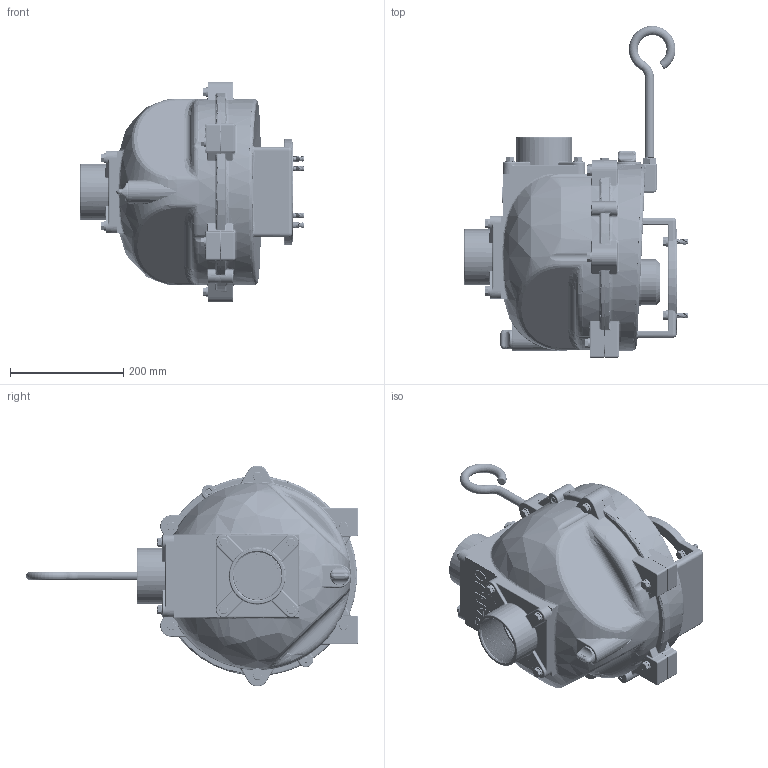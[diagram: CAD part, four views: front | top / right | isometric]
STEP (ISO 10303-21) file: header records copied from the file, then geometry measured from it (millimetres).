
FILE_DESCRIPTION((''),'2;1');
FILE_NAME('333POI.stp','2013-05-13T11:12:51',('mclevenger'),(''),'Autodesk Inventor 2013','Autodesk Inventor 2013','');
FILE_SCHEMA(('AUTOMOTIVE_DESIGN { 1 0 10303 214 1 1 1 1 }'));
Length unit declared in the file: inch
Products named in the file (33): 333POI; 16704; 16704X; 16020; 16733; 16712X; 16011; 16706; 16012; 16015; 16014; 16017; 16018; 16021; 16001; 16003; V20018; 18027; 16774; 16773; 13765; 16702; 16019C; 16019A; 16019B; V20011SS; 18033; 18034; 16713; 16901; 13777; 13778V; 16710
Assembly tree (74 placements, depth 4):
  333POI
    16704
      16704X
      16020  x2
    16733
      16712X
      16011
      16706
        16012
        16015
        16014
        16017
        16018
        16021
      16001
      16003
      V20018  x8
      18027  x8
    16774
      16773
    13765
    16702
    16019C
    16019A
    16019B
    V20011SS  x9
    V20018  x13
    18033
    18034
    18027  x4
    16713
    16901
    13777  x2
    13778V  x2
    16710
Bounding box: 395.87 x 586.47 x 390.52 mm (x, y, z)
Volume: 6627301.5 mm3; surface area: 1774131.5 mm2
Topology: 70 solids, 70 shells, 6774 faces, 15474 edges, 8862 vertices
Faces by surface type: cylinder 2610, cone 2127, plane 1118, bspline 689, torus 186, sphere 44
Full cylindrical faces by diameter (mm): 6.35 x1, 7.112 x2, 7.798 x17, 9.512 x2, 9.525 x2, 9.906 x2, 9.982 x3, 10.16 x8, 10.312 x16, 10.49 x6, 11.125 x4, 11.43 x1, 14.287 x1, 15.875 x2, 17.78 x2, 22.631 x1, 23.368 x1, 23.767 x9, 24.13 x1, 25.4 x4, 26.289 x1, 29.718 x2, 31.75 x1, 33.274 x2, 35.052 x1, 38.1 x1, 41.275 x2, 43.002 x1, 46.025 x2, 48.26 x1
Entity records: 120224 total; most frequent: CARTESIAN_POINT 58886, ORIENTED_EDGE 13148, DIRECTION 11123, EDGE_CURVE 6574, AXIS2_PLACEMENT_3D 4241, VERTEX_POINT 4106, EDGE_LOOP 3200, FACE_OUTER_BOUND 2786
